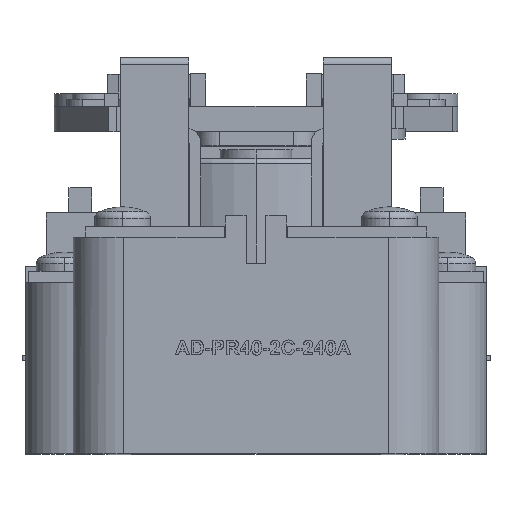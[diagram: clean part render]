
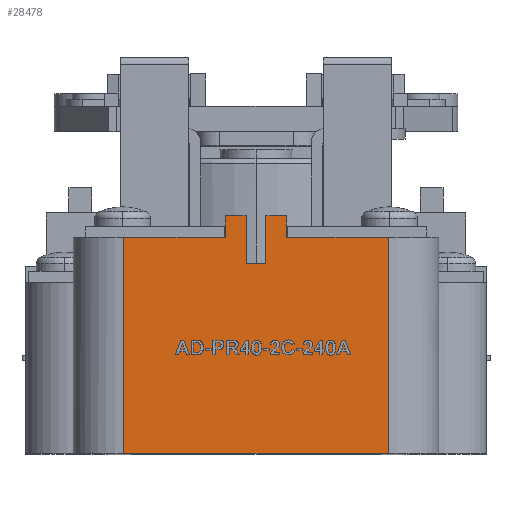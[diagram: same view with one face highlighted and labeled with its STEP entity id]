
A CAD part, top view. The second image highlights one B-rep face of the part: STEP entity #28478.
In plain terms, the highlighted planar face has unit normal (0, 0, 1).
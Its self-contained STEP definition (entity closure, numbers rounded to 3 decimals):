
#383 = ORIENTED_EDGE ( 'NONE', *, *, #3038, .F. ) ;
#661 = CARTESIAN_POINT ( 'NONE',  ( -18.375, 0., 50. ) ) ;
#871 = DIRECTION ( 'NONE',  ( 1., 0., 0. ) ) ;
#1087 = DIRECTION ( 'NONE',  ( 0., -1., 0. ) ) ;
#1117 = CARTESIAN_POINT ( 'NONE',  ( 18.375, 0., 50. ) ) ;
#2332 = ORIENTED_EDGE ( 'NONE', *, *, #32939, .F. ) ;
#2649 = VECTOR ( 'NONE', #22706, 1000. ) ;
#3038 = EDGE_CURVE ( 'NONE', #17099, #19311, #3167, .T. ) ;
#3045 = VERTEX_POINT ( 'NONE', #8778 ) ;
#3167 = LINE ( 'NONE', #5684, #14270 ) ;
#3558 = ORIENTED_EDGE ( 'NONE', *, *, #28472, .T. ) ;
#3807 = CARTESIAN_POINT ( 'NONE',  ( 18.375, 30., 50. ) ) ;
#4297 = VECTOR ( 'NONE', #17298, 1000. ) ;
#4438 = VERTEX_POINT ( 'NONE', #661 ) ;
#4607 = CARTESIAN_POINT ( 'NONE',  ( -1.375, 26.34, 50. ) ) ;
#4898 = LINE ( 'NONE', #19759, #13098 ) ;
#4909 = ORIENTED_EDGE ( 'NONE', *, *, #24358, .T. ) ;
#5684 = CARTESIAN_POINT ( 'NONE',  ( 18.375, 30., 50. ) ) ;
#5838 = CARTESIAN_POINT ( 'NONE',  ( 4.25, 33., 50. ) ) ;
#5850 = CARTESIAN_POINT ( 'NONE',  ( 1.375, 26.34, 50. ) ) ;
#7191 = LINE ( 'NONE', #22685, #23666 ) ;
#8650 = VERTEX_POINT ( 'NONE', #5850 ) ;
#8762 = AXIS2_PLACEMENT_3D ( 'NONE', #3807, #19329, #871 ) ;
#8778 = CARTESIAN_POINT ( 'NONE',  ( -18.375, 30., 50. ) ) ;
#9273 = EDGE_CURVE ( 'NONE', #17130, #25368, #19149, .T. ) ;
#9518 = VECTOR ( 'NONE', #15233, 1000. ) ;
#10386 = ORIENTED_EDGE ( 'NONE', *, *, #12409, .T. ) ;
#10724 = VECTOR ( 'NONE', #34751, 1000. ) ;
#10816 = LINE ( 'NONE', #1117, #2649 ) ;
#11707 = FACE_OUTER_BOUND ( 'NONE', #14752, .T. ) ;
#12134 = ORIENTED_EDGE ( 'NONE', *, *, #9273, .F. ) ;
#12409 = EDGE_CURVE ( 'NONE', #39459, #32082, #24009, .T. ) ;
#12679 = CARTESIAN_POINT ( 'NONE',  ( -1.375, 33., 50. ) ) ;
#12706 = CARTESIAN_POINT ( 'NONE',  ( -4.25, 33., 50. ) ) ;
#12983 = DIRECTION ( 'NONE',  ( 0., -1., 0. ) ) ;
#13098 = VECTOR ( 'NONE', #38300, 1000. ) ;
#14270 = VECTOR ( 'NONE', #27314, 1000. ) ;
#14377 = CARTESIAN_POINT ( 'NONE',  ( 1.375, 26.34, 50. ) ) ;
#14525 = ORIENTED_EDGE ( 'NONE', *, *, #37980, .T. ) ;
#14712 = ORIENTED_EDGE ( 'NONE', *, *, #17876, .F. ) ;
#14752 = EDGE_LOOP ( 'NONE', ( #10386, #2332, #4909, #3558, #35345, #31155, #383, #14525, #12134, #38312, #14712, #24612 ) ) ;
#15169 = DIRECTION ( 'NONE',  ( 1., 0., 0. ) ) ;
#15233 = DIRECTION ( 'NONE',  ( 0., -1., 0. ) ) ;
#15551 = CARTESIAN_POINT ( 'NONE',  ( 4.25, 33., 50. ) ) ;
#15635 = LINE ( 'NONE', #14377, #21942 ) ;
#16018 = CARTESIAN_POINT ( 'NONE',  ( 18.375, 0., 50. ) ) ;
#17099 = VERTEX_POINT ( 'NONE', #30980 ) ;
#17130 = VERTEX_POINT ( 'NONE', #15551 ) ;
#17228 = VERTEX_POINT ( 'NONE', #31507 ) ;
#17235 = VECTOR ( 'NONE', #38824, 1000. ) ;
#17298 = DIRECTION ( 'NONE',  ( 1., 0., 0. ) ) ;
#17408 = EDGE_CURVE ( 'NONE', #39459, #8650, #20723, .T. ) ;
#17793 = LINE ( 'NONE', #30663, #9518 ) ;
#17876 = EDGE_CURVE ( 'NONE', #8650, #25849, #15635, .T. ) ;
#18197 = VECTOR ( 'NONE', #12983, 1000. ) ;
#19149 = LINE ( 'NONE', #34624, #18197 ) ;
#19311 = VERTEX_POINT ( 'NONE', #16018 ) ;
#19329 = DIRECTION ( 'NONE',  ( 0., 0., 1. ) ) ;
#19759 = CARTESIAN_POINT ( 'NONE',  ( 18.375, 30., 50. ) ) ;
#20390 = CARTESIAN_POINT ( 'NONE',  ( 1.375, 26.34, 50. ) ) ;
#20723 = LINE ( 'NONE', #20390, #4297 ) ;
#21260 = EDGE_CURVE ( 'NONE', #25849, #17130, #31748, .T. ) ;
#21942 = VECTOR ( 'NONE', #23707, 1000. ) ;
#22685 = CARTESIAN_POINT ( 'NONE',  ( -18.375, 30., 50. ) ) ;
#22706 = DIRECTION ( 'NONE',  ( -1., 0., 0. ) ) ;
#23094 = DIRECTION ( 'NONE',  ( 0., 1., 0. ) ) ;
#23666 = VECTOR ( 'NONE', #1087, 1000. ) ;
#23707 = DIRECTION ( 'NONE',  ( 0., 1., 0. ) ) ;
#23714 = EDGE_CURVE ( 'NONE', #3045, #4438, #7191, .T. ) ;
#24009 = LINE ( 'NONE', #4607, #39493 ) ;
#24358 = EDGE_CURVE ( 'NONE', #36035, #17228, #17793, .T. ) ;
#24612 = ORIENTED_EDGE ( 'NONE', *, *, #17408, .F. ) ;
#25368 = VERTEX_POINT ( 'NONE', #35718 ) ;
#25849 = VERTEX_POINT ( 'NONE', #26450 ) ;
#25945 = CARTESIAN_POINT ( 'NONE',  ( -1.375, 26.34, 50. ) ) ;
#26450 = CARTESIAN_POINT ( 'NONE',  ( 1.375, 33., 50. ) ) ;
#26480 = CARTESIAN_POINT ( 'NONE',  ( 4.25, 33., 50. ) ) ;
#27314 = DIRECTION ( 'NONE',  ( 0., -1., 0. ) ) ;
#28381 = CARTESIAN_POINT ( 'NONE',  ( 18.375, 30., 50. ) ) ;
#28472 = EDGE_CURVE ( 'NONE', #17228, #3045, #35445, .T. ) ;
#28478 = ADVANCED_FACE ( 'NONE', ( #11707 ), #37888, .T. ) ;
#30663 = CARTESIAN_POINT ( 'NONE',  ( -4.25, 33., 50. ) ) ;
#30980 = CARTESIAN_POINT ( 'NONE',  ( 18.375, 30., 50. ) ) ;
#31155 = ORIENTED_EDGE ( 'NONE', *, *, #33275, .F. ) ;
#31507 = CARTESIAN_POINT ( 'NONE',  ( -4.25, 30., 50. ) ) ;
#31748 = LINE ( 'NONE', #5838, #38980 ) ;
#32082 = VERTEX_POINT ( 'NONE', #12679 ) ;
#32939 = EDGE_CURVE ( 'NONE', #36035, #32082, #33667, .T. ) ;
#33275 = EDGE_CURVE ( 'NONE', #19311, #4438, #10816, .T. ) ;
#33667 = LINE ( 'NONE', #26480, #17235 ) ;
#34624 = CARTESIAN_POINT ( 'NONE',  ( 4.25, 33., 50. ) ) ;
#34751 = DIRECTION ( 'NONE',  ( -1., 0., 0. ) ) ;
#35345 = ORIENTED_EDGE ( 'NONE', *, *, #23714, .T. ) ;
#35445 = LINE ( 'NONE', #28381, #10724 ) ;
#35718 = CARTESIAN_POINT ( 'NONE',  ( 4.25, 30., 50. ) ) ;
#36035 = VERTEX_POINT ( 'NONE', #12706 ) ;
#37888 = PLANE ( 'NONE',  #8762 ) ;
#37980 = EDGE_CURVE ( 'NONE', #17099, #25368, #4898, .T. ) ;
#38300 = DIRECTION ( 'NONE',  ( -1., 0., 0. ) ) ;
#38312 = ORIENTED_EDGE ( 'NONE', *, *, #21260, .F. ) ;
#38824 = DIRECTION ( 'NONE',  ( 1., 0., 0. ) ) ;
#38980 = VECTOR ( 'NONE', #15169, 1000. ) ;
#39459 = VERTEX_POINT ( 'NONE', #25945 ) ;
#39493 = VECTOR ( 'NONE', #23094, 1000. ) ;
